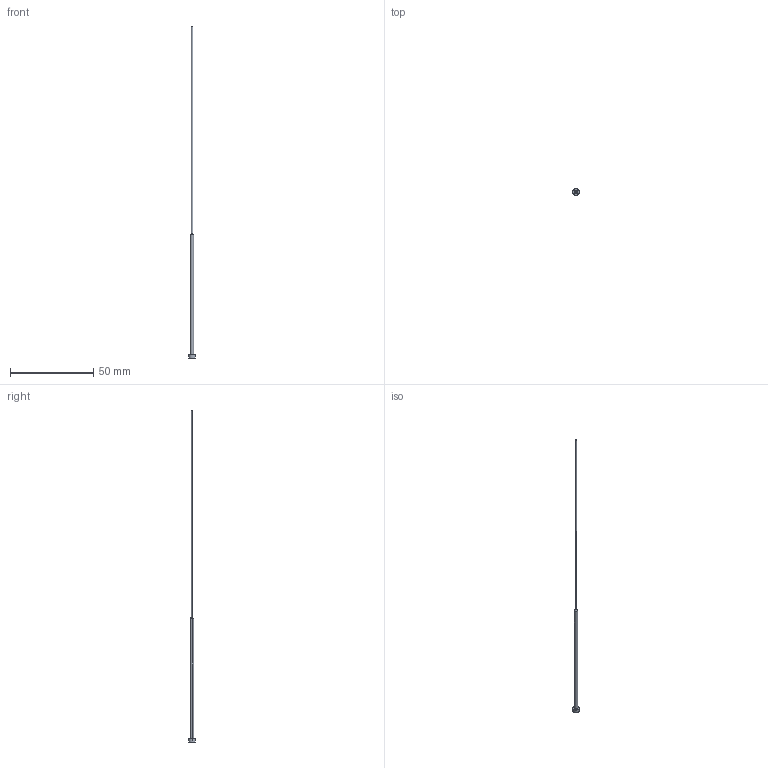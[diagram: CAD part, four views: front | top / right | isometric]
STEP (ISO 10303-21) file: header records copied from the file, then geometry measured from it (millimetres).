
FILE_DESCRIPTION(('STEP AP214'),'1');
FILE_NAME('cctmp_E18E63FA-629A-419E-927B-AC697E9F83C1_2023_08_02_15_47_59_0552_66928..stp','2023-08-02T13:47:59',('Meusburger Georg GmbH & Co KG'),('CADClick - www.CADClick.com'),'Spatial InterOp 3D',' ','unknown authorization');
FILE_SCHEMA(('AUTOMOTIVE_DESIGN'));
Length unit declared in the file: millimetre
Products named in the file (1): E 1700_1.1x200
Bounding box: 4 x 4 x 200 mm (x, y, z)
Volume: 372.4 mm3; surface area: 937.7 mm2
Topology: 1 solids, 1 shells, 13 faces, 24 edges, 14 vertices
Faces by surface type: cylinder 6, plane 3, cone 2, torus 2
Entity records: 454 total; most frequent: DIRECTION 68, CARTESIAN_POINT 52, ORIENTED_EDGE 48, AXIS2_PLACEMENT_3D 30, EDGE_CURVE 24, CIRCLE 16, STYLED_ITEM 14, PRESENTATION_STYLE_ASSIGNMENT 14
